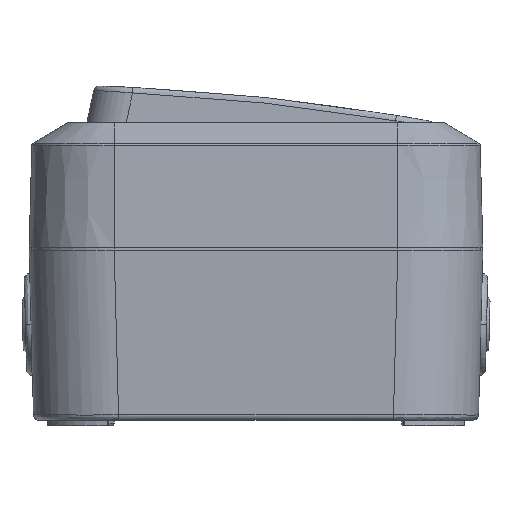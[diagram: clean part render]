
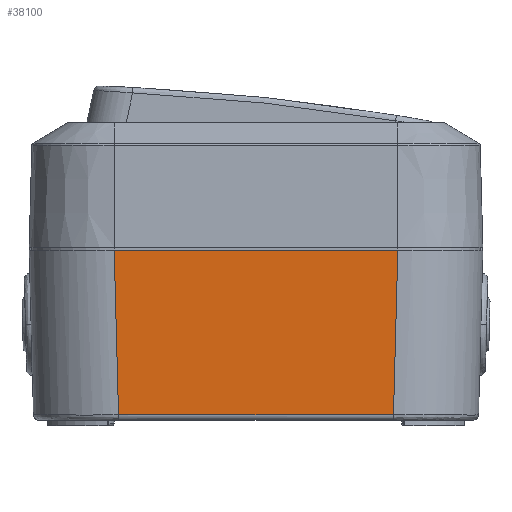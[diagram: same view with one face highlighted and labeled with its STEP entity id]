
A CAD part, left-side view. The second image highlights one B-rep face of the part: STEP entity #38100.
In plain terms, the highlighted planar face has unit normal (-1, 0, -0.026).
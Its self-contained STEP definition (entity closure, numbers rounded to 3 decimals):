
#1105 = AXIS2_PLACEMENT_3D ( 'NONE', #26466, #36212, #32963 ) ;
#4539 = EDGE_CURVE ( 'NONE', #23991, #40614, #23510, .T. ) ;
#4862 = ORIENTED_EDGE ( 'NONE', *, *, #34219, .F. ) ;
#8928 = VECTOR ( 'NONE', #38358, 1000. ) ;
#9273 = DIRECTION ( 'NONE',  ( 0., -1., 0. ) ) ;
#9390 = VECTOR ( 'NONE', #27183, 1000. ) ;
#9498 = VECTOR ( 'NONE', #23171, 1000. ) ;
#10973 = CARTESIAN_POINT ( 'NONE',  ( -33.439, -24.006, -14.926 ) ) ;
#12895 = CARTESIAN_POINT ( 'NONE',  ( -33.439, -24.006, -14.926 ) ) ;
#13228 = CARTESIAN_POINT ( 'NONE',  ( -34.199, 25.244, 14.1 ) ) ;
#16982 = ORIENTED_EDGE ( 'NONE', *, *, #25044, .F. ) ;
#17115 = LINE ( 'NONE', #13228, #9498 ) ;
#20695 = VECTOR ( 'NONE', #9273, 1000. ) ;
#21503 = LINE ( 'NONE', #41811, #8928 ) ;
#21536 = VERTEX_POINT ( 'NONE', #27954 ) ;
#22681 = EDGE_CURVE ( 'NONE', #21536, #37437, #17115, .T. ) ;
#23007 = PLANE ( 'NONE',  #1105 ) ;
#23171 = DIRECTION ( 'NONE',  ( 0.026, -0.026, -0.999 ) ) ;
#23510 = LINE ( 'NONE', #10973, #9390 ) ;
#23991 = VERTEX_POINT ( 'NONE', #12895 ) ;
#25044 = EDGE_CURVE ( 'NONE', #23991, #37437, #21503, .T. ) ;
#25572 = CARTESIAN_POINT ( 'NONE',  ( -33.439, 24.484, -14.926 ) ) ;
#25835 = EDGE_LOOP ( 'NONE', ( #16982, #34588, #4862, #36270 ) ) ;
#26466 = CARTESIAN_POINT ( 'NONE',  ( -34.199, -39.761, 14.1 ) ) ;
#27183 = DIRECTION ( 'NONE',  ( -0.026, -0.026, 0.999 ) ) ;
#27954 = CARTESIAN_POINT ( 'NONE',  ( -34.199, 25.244, 14.1 ) ) ;
#30154 = CARTESIAN_POINT ( 'NONE',  ( -34.199, 25.244, 14.1 ) ) ;
#32963 = DIRECTION ( 'NONE',  ( -0.026, 0., 1. ) ) ;
#34219 = EDGE_CURVE ( 'NONE', #21536, #40614, #38882, .T. ) ;
#34588 = ORIENTED_EDGE ( 'NONE', *, *, #4539, .T. ) ;
#36212 = DIRECTION ( 'NONE',  ( -1., 0., -0.026 ) ) ;
#36270 = ORIENTED_EDGE ( 'NONE', *, *, #22681, .T. ) ;
#37437 = VERTEX_POINT ( 'NONE', #25572 ) ;
#38100 = ADVANCED_FACE ( 'NONE', ( #42667 ), #23007, .T. ) ;
#38358 = DIRECTION ( 'NONE',  ( 0., 1., 0. ) ) ;
#38882 = LINE ( 'NONE', #30154, #20695 ) ;
#39724 = CARTESIAN_POINT ( 'NONE',  ( -34.199, -24.766, 14.1 ) ) ;
#40614 = VERTEX_POINT ( 'NONE', #39724 ) ;
#41811 = CARTESIAN_POINT ( 'NONE',  ( -33.439, -24.006, -14.926 ) ) ;
#42667 = FACE_OUTER_BOUND ( 'NONE', #25835, .T. ) ;
